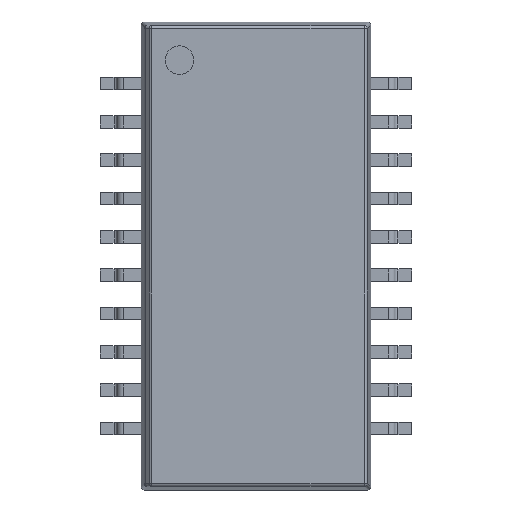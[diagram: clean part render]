
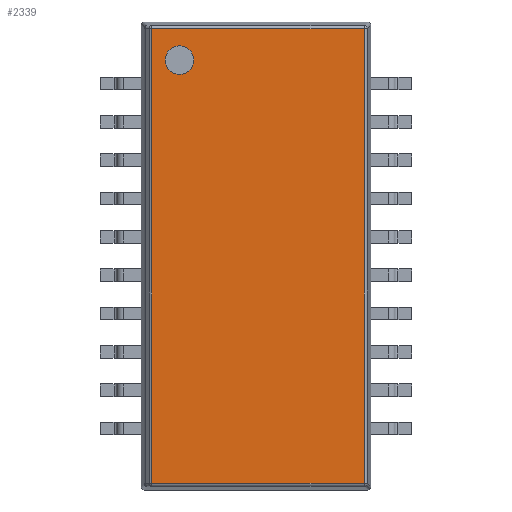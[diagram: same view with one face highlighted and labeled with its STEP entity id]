
A CAD part, top view. The second image highlights one B-rep face of the part: STEP entity #2339.
In plain terms, the highlighted planar face has unit normal (0, 0, 1).
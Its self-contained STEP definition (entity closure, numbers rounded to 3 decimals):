
#2133 = VERTEX_POINT('',#2134);
#2134 = CARTESIAN_POINT('',(7.382,0.218,2.64));
#2141 = EDGE_CURVE('',#2142,#2133,#2144,.T.);
#2142 = VERTEX_POINT('',#2143);
#2143 = CARTESIAN_POINT('',(0.341,0.218,2.64));
#2144 = LINE('',#2145,#2146);
#2145 = CARTESIAN_POINT('',(0.3,0.218,2.64));
#2146 = VECTOR('',#2147,1.);
#2147 = DIRECTION('',(1.,0.,0.));
#2216 = VERTEX_POINT('',#2217);
#2217 = CARTESIAN_POINT('',(0.341,15.282,2.64));
#2224 = EDGE_CURVE('',#2216,#2225,#2227,.T.);
#2225 = VERTEX_POINT('',#2226);
#2226 = CARTESIAN_POINT('',(7.382,15.282,2.64));
#2227 = LINE('',#2228,#2229);
#2228 = CARTESIAN_POINT('',(0.3,15.282,2.64));
#2229 = VECTOR('',#2230,1.);
#2230 = DIRECTION('',(1.,0.,0.));
#2254 = EDGE_CURVE('',#2133,#2225,#2255,.T.);
#2255 = LINE('',#2256,#2257);
#2256 = CARTESIAN_POINT('',(7.382,0.128,2.64));
#2257 = VECTOR('',#2258,1.);
#2258 = DIRECTION('',(0.,1.,0.));
#2339 = ADVANCED_FACE('',(#2340,#2351),#2362,.T.);
#2340 = FACE_BOUND('',#2341,.T.);
#2341 = EDGE_LOOP('',(#2342,#2343,#2349,#2350));
#2342 = ORIENTED_EDGE('',*,*,#2224,.F.);
#2343 = ORIENTED_EDGE('',*,*,#2344,.F.);
#2344 = EDGE_CURVE('',#2142,#2216,#2345,.T.);
#2345 = LINE('',#2346,#2347);
#2346 = CARTESIAN_POINT('',(0.341,0.128,2.64));
#2347 = VECTOR('',#2348,1.);
#2348 = DIRECTION('',(0.,1.,0.));
#2349 = ORIENTED_EDGE('',*,*,#2141,.T.);
#2350 = ORIENTED_EDGE('',*,*,#2254,.T.);
#2351 = FACE_BOUND('',#2352,.T.);
#2352 = EDGE_LOOP('',(#2353));
#2353 = ORIENTED_EDGE('',*,*,#2354,.F.);
#2354 = EDGE_CURVE('',#2355,#2355,#2357,.T.);
#2355 = VERTEX_POINT('',#2356);
#2356 = CARTESIAN_POINT('',(1.742,14.233,2.64));
#2357 = CIRCLE('',#2358,0.475);
#2358 = AXIS2_PLACEMENT_3D('',#2359,#2360,#2361);
#2359 = CARTESIAN_POINT('',(1.267,14.233,2.64));
#2360 = DIRECTION('',(0.,0.,1.));
#2361 = DIRECTION('',(1.,0.,0.));
#2362 = PLANE('',#2363);
#2363 = AXIS2_PLACEMENT_3D('',#2364,#2365,#2366);
#2364 = CARTESIAN_POINT('',(0.,0.,2.64));
#2365 = DIRECTION('',(0.,0.,1.));
#2366 = DIRECTION('',(1.,0.,0.));
